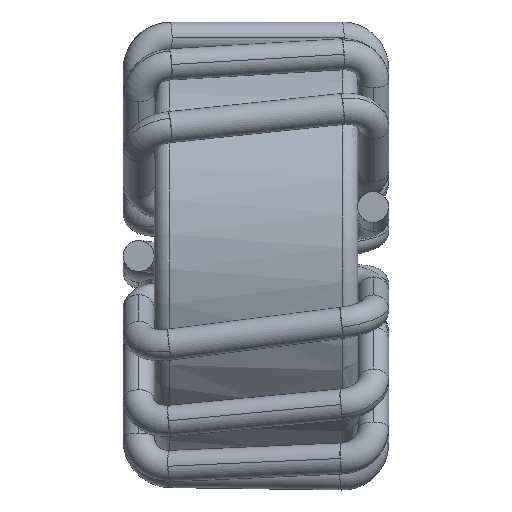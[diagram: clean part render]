
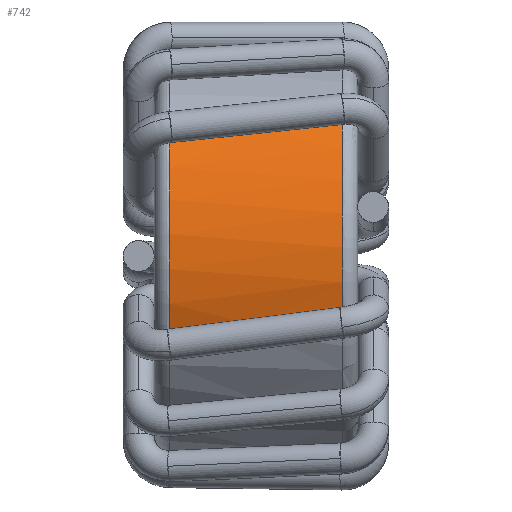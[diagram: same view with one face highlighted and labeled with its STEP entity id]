
A CAD part, left-side view. The second image highlights one B-rep face of the part: STEP entity #742.
In plain terms, the highlighted cylindrical face has radius 6.5 mm (diameter 13 mm), a partial arc.
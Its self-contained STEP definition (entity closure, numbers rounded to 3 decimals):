
#40 = VERTEX_POINT ( 'NONE', #5575 ) ;
#182 = CARTESIAN_POINT ( 'NONE',  ( -5.266, 2.285, 3.81 ) ) ;
#222 = CARTESIAN_POINT ( 'NONE',  ( -5.285, 2.745, 3.784 ) ) ;
#352 = EDGE_CURVE ( 'NONE', #3792, #3774, #2753, .T. ) ;
#361 = EDGE_CURVE ( 'NONE', #9400, #40, #5538, .T. ) ;
#527 = CYLINDRICAL_SURFACE ( 'NONE', #2963, 6.5 ) ;
#620 = CARTESIAN_POINT ( 'NONE',  ( -6.207, -2.75, -1.928 ) ) ;
#742 = ADVANCED_FACE ( 'NONE', ( #15269 ), #527, .T. ) ;
#891 = CARTESIAN_POINT ( 'NONE',  ( -6.207, -2.75, -1.928 ) ) ;
#958 = CARTESIAN_POINT ( 'NONE',  ( -5.285, 2.747, 3.784 ) ) ;
#1265 = DIRECTION ( 'NONE',  ( 0., 0., -1. ) ) ;
#1393 = CARTESIAN_POINT ( 'NONE',  ( -5.238, 1.825, 3.849 ) ) ;
#1493 = CARTESIAN_POINT ( 'NONE',  ( -5.144, 0.449, 3.974 ) ) ;
#1534 = B_SPLINE_CURVE_WITH_KNOTS ( 'NONE', 3,
 ( #9234, #14144, #4266, #15286, #4215, #9343, #13983, #4365, #12907, #10511 ),
 .UNSPECIFIED., .F., .F.,
 ( 4, 2, 2, 2, 4 ),
 ( 0., 0.001, 0.003, 0.004, 0.006 ),
 .UNSPECIFIED. ) ;
#1582 = VERTEX_POINT ( 'NONE', #891 ) ;
#1740 = CARTESIAN_POINT ( 'NONE',  ( -6.207, -2.748, -1.928 ) ) ;
#2262 = EDGE_CURVE ( 'NONE', #7832, #40, #1534, .T. ) ;
#2295 = CIRCLE ( 'NONE', #3042, 6.5 ) ;
#2636 = EDGE_CURVE ( 'NONE', #3774, #1582, #2295, .T. ) ;
#2753 = B_SPLINE_CURVE_WITH_KNOTS ( 'NONE', 3,
 ( #15020, #182, #1393, #13711, #1493, #11130, #3833, #11234, #3935, #14864 ),
 .UNSPECIFIED., .F., .F.,
 ( 4, 2, 2, 2, 4 ),
 ( 0.003, 0.004, 0.006, 0.007, 0.008 ),
 .UNSPECIFIED. ) ;
#2963 = AXIS2_PLACEMENT_3D ( 'NONE', #6191, #12304, #1265 ) ;
#3042 = AXIS2_PLACEMENT_3D ( 'NONE', #6992, #15571, #8203 ) ;
#3244 = B_SPLINE_CURVE_WITH_KNOTS ( 'NONE', 3,
 ( #12903, #15669, #958, #10766 ),
 .UNSPECIFIED., .F., .F.,
 ( 4, 4 ),
 ( 0., 0. ),
 .UNSPECIFIED. ) ;
#3774 = VERTEX_POINT ( 'NONE', #15790 ) ;
#3792 = VERTEX_POINT ( 'NONE', #222 ) ;
#3833 = CARTESIAN_POINT ( 'NONE',  ( -5.034, -0.925, 4.112 ) ) ;
#3935 = CARTESIAN_POINT ( 'NONE',  ( -4.907, -2.296, 4.264 ) ) ;
#4046 = CARTESIAN_POINT ( 'NONE',  ( 0., 2.75, 0. ) ) ;
#4195 = B_SPLINE_CURVE_WITH_KNOTS ( 'NONE', 3,
 ( #620, #1740, #15274, #13971 ),
 .UNSPECIFIED., .F., .F.,
 ( 4, 4 ),
 ( 0., 0. ),
 .UNSPECIFIED. ) ;
#4215 = CARTESIAN_POINT ( 'NONE',  ( -6.134, -0.449, -2.153 ) ) ;
#4266 = CARTESIAN_POINT ( 'NONE',  ( -6.183, -1.825, -2.005 ) ) ;
#4291 = ORIENTED_EDGE ( 'NONE', *, *, #352, .F. ) ;
#4365 = CARTESIAN_POINT ( 'NONE',  ( -6.025, 1.839, -2.44 ) ) ;
#4761 = AXIS2_PLACEMENT_3D ( 'NONE', #4046, #15276, #6731 ) ;
#5484 = EDGE_CURVE ( 'NONE', #1582, #7832, #4195, .T. ) ;
#5538 = CIRCLE ( 'NONE', #4761, 6.5 ) ;
#5575 = CARTESIAN_POINT ( 'NONE',  ( -5.967, 2.75, -2.579 ) ) ;
#6191 = CARTESIAN_POINT ( 'NONE',  ( 0., 0., 0. ) ) ;
#6731 = DIRECTION ( 'NONE',  ( 0., 0., -1. ) ) ;
#6992 = CARTESIAN_POINT ( 'NONE',  ( 0., -2.75, 0. ) ) ;
#7580 = ORIENTED_EDGE ( 'NONE', *, *, #5484, .F. ) ;
#7832 = VERTEX_POINT ( 'NONE', #10507 ) ;
#8203 = DIRECTION ( 'NONE',  ( 0., 0., -1. ) ) ;
#9124 = ORIENTED_EDGE ( 'NONE', *, *, #2262, .F. ) ;
#9234 = CARTESIAN_POINT ( 'NONE',  ( -6.207, -2.745, -1.929 ) ) ;
#9343 = CARTESIAN_POINT ( 'NONE',  ( -6.094, 0.467, -2.261 ) ) ;
#9400 = VERTEX_POINT ( 'NONE', #14636 ) ;
#10507 = CARTESIAN_POINT ( 'NONE',  ( -6.207, -2.745, -1.929 ) ) ;
#10511 = CARTESIAN_POINT ( 'NONE',  ( -5.967, 2.75, -2.579 ) ) ;
#10766 = CARTESIAN_POINT ( 'NONE',  ( -5.285, 2.745, 3.784 ) ) ;
#11130 = CARTESIAN_POINT ( 'NONE',  ( -5.072, -0.467, 4.065 ) ) ;
#11234 = CARTESIAN_POINT ( 'NONE',  ( -4.951, -1.839, 4.213 ) ) ;
#11453 = EDGE_CURVE ( 'NONE', #9400, #3792, #3244, .T. ) ;
#12054 = EDGE_LOOP ( 'NONE', ( #14696, #9124, #7580, #14253, #4291, #14300 ) ) ;
#12304 = DIRECTION ( 'NONE',  ( 0., -1., 0. ) ) ;
#12903 = CARTESIAN_POINT ( 'NONE',  ( -5.285, 2.75, 3.784 ) ) ;
#12907 = CARTESIAN_POINT ( 'NONE',  ( -6., 2.296, -2.502 ) ) ;
#13711 = CARTESIAN_POINT ( 'NONE',  ( -5.177, 0.907, 3.93 ) ) ;
#13971 = CARTESIAN_POINT ( 'NONE',  ( -6.207, -2.745, -1.929 ) ) ;
#13983 = CARTESIAN_POINT ( 'NONE',  ( -6.073, 0.925, -2.319 ) ) ;
#14144 = CARTESIAN_POINT ( 'NONE',  ( -6.198, -2.284, -1.959 ) ) ;
#14253 = ORIENTED_EDGE ( 'NONE', *, *, #2636, .F. ) ;
#14300 = ORIENTED_EDGE ( 'NONE', *, *, #11453, .F. ) ;
#14636 = CARTESIAN_POINT ( 'NONE',  ( -5.285, 2.75, 3.784 ) ) ;
#14696 = ORIENTED_EDGE ( 'NONE', *, *, #361, .T. ) ;
#14864 = CARTESIAN_POINT ( 'NONE',  ( -4.851, -2.75, 4.326 ) ) ;
#15020 = CARTESIAN_POINT ( 'NONE',  ( -5.285, 2.745, 3.784 ) ) ;
#15269 = FACE_OUTER_BOUND ( 'NONE', #12054, .T. ) ;
#15274 = CARTESIAN_POINT ( 'NONE',  ( -6.207, -2.747, -1.928 ) ) ;
#15276 = DIRECTION ( 'NONE',  ( 0., -1., 0. ) ) ;
#15286 = CARTESIAN_POINT ( 'NONE',  ( -6.151, -0.907, -2.101 ) ) ;
#15571 = DIRECTION ( 'NONE',  ( 0., -1., 0. ) ) ;
#15669 = CARTESIAN_POINT ( 'NONE',  ( -5.285, 2.748, 3.784 ) ) ;
#15790 = CARTESIAN_POINT ( 'NONE',  ( -4.851, -2.75, 4.326 ) ) ;
